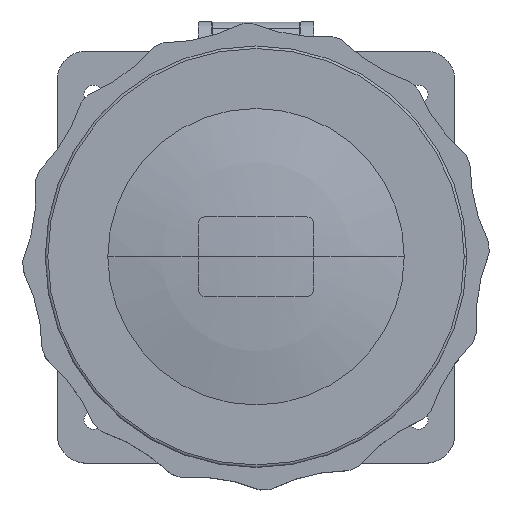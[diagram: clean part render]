
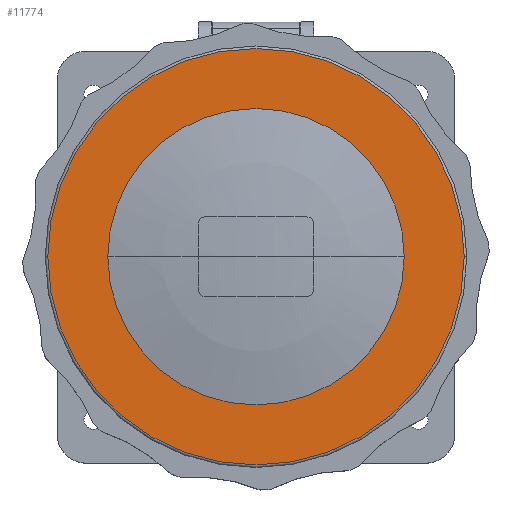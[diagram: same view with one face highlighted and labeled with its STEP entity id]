
A CAD part, top view. The second image highlights one B-rep face of the part: STEP entity #11774.
In plain terms, the highlighted planar face has unit normal (0, 0, 1).
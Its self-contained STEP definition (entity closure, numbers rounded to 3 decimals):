
#3792=CARTESIAN_POINT('',(55.,57.,78.));
#3793=DIRECTION('',(0.,0.,1.));
#3794=DIRECTION('',(1.,0.,0.));
#3795=AXIS2_PLACEMENT_3D('',#3792,#3793,#3794);
#3807=CARTESIAN_POINT('',(55.,57.,78.));
#3808=DIRECTION('',(0.,0.,1.));
#3809=DIRECTION('',(-1.,0.,0.));
#3810=AXIS2_PLACEMENT_3D('',#3807,#3808,#3809);
#3817=CARTESIAN_POINT('',(55.,57.,78.));
#3818=DIRECTION('',(0.,0.,1.));
#3819=DIRECTION('',(1.,0.,0.));
#3820=AXIS2_PLACEMENT_3D('',#3817,#3818,#3819);
#3822=CARTESIAN_POINT('',(55.,57.,78.));
#3823=DIRECTION('',(0.,0.,1.));
#3824=DIRECTION('',(-1.,0.,0.));
#3825=AXIS2_PLACEMENT_3D('',#3822,#3823,#3824);
#6253=CARTESIAN_POINT('',(96.,57.,78.));
#6254=CARTESIAN_POINT('',(14.,57.,78.));
#6255=VERTEX_POINT('',#6253);
#6256=VERTEX_POINT('',#6254);
#6261=CARTESIAN_POINT('',(112.6,57.,78.));
#6262=CARTESIAN_POINT('',(-2.6,57.,78.));
#6263=VERTEX_POINT('',#6261);
#6264=VERTEX_POINT('',#6262);
#11759=CARTESIAN_POINT('',(55.,57.,78.));
#11760=DIRECTION('',(0.,0.,1.));
#11761=DIRECTION('',(1.,0.,0.));
#11762=AXIS2_PLACEMENT_3D('',#11759,#11760,#11761);
#11763=PLANE('',#11762);
#11764=ORIENTED_EDGE('',*,*,#11739,.F.);
#11765=ORIENTED_EDGE('',*,*,#11753,.F.);
#11766=EDGE_LOOP('',(#11764,#11765));
#11767=FACE_OUTER_BOUND('',#11766,.F.);
#11769=ORIENTED_EDGE('',*,*,#11768,.T.);
#11771=ORIENTED_EDGE('',*,*,#11770,.T.);
#11772=EDGE_LOOP('',(#11769,#11771));
#11773=FACE_BOUND('',#11772,.F.);
#3796=CIRCLE('',#3795,57.6);
#3811=CIRCLE('',#3810,57.6);
#3821=CIRCLE('',#3820,41.);
#3826=CIRCLE('',#3825,41.);
#11739=EDGE_CURVE('',#6263,#6264,#3796,.T.);
#11753=EDGE_CURVE('',#6264,#6263,#3811,.T.);
#11768=EDGE_CURVE('',#6255,#6256,#3821,.T.);
#11770=EDGE_CURVE('',#6256,#6255,#3826,.T.);
#11774=ADVANCED_FACE('',(#11767,#11773),#11763,.T.);
